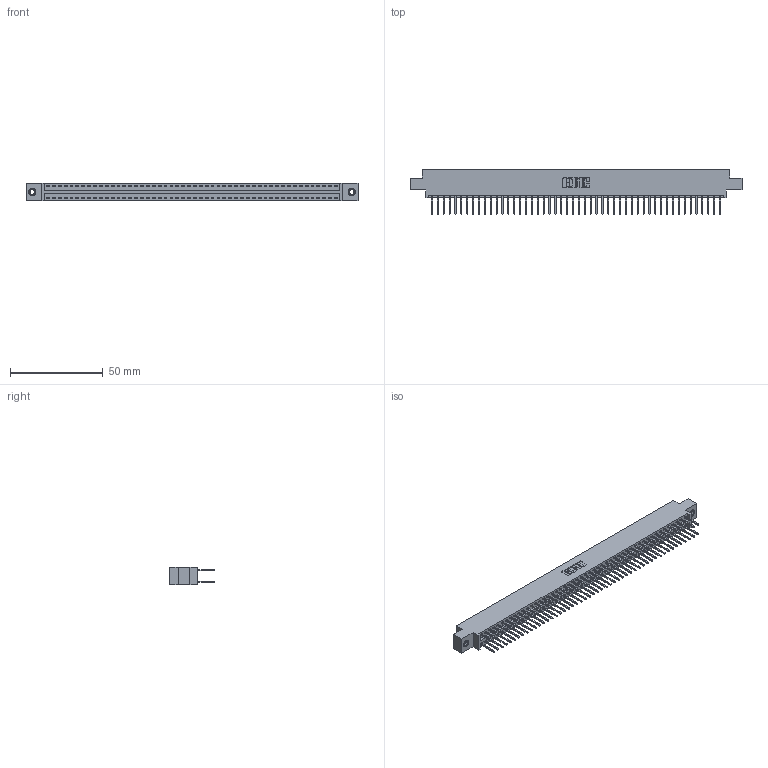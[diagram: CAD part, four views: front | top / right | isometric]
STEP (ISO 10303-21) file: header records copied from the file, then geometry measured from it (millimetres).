
FILE_DESCRIPTION (( 'STEP AP203' ), '1' );
FILE_NAME ('346-100-526-807.STEP', '2022-05-26T20:28:02', ( '' ), ( '' ), 'SwSTEP 2.0', 'SolidWorks 2020', '' );
FILE_SCHEMA (( 'CONFIG_CONTROL_DESIGN' ));
Length unit declared in the file: inch
Products named in the file (4): 346-100-526-807; 345-292-001_345-293-126; 345-250-001_345-250-005-103; 346 Part_0.170 Offset - 0.156 Dia-TI
Assembly tree (103 placements, depth 2):
  346-100-526-807
    346 Part_0.170 Offset - 0.156 Dia-TI
    345-292-001_345-293-126  x100
    345-250-001_345-250-005-103  x2
Bounding box: 179.32 x 24.13 x 9.4 mm (x, y, z)
Volume: 17544.3 mm3; surface area: 25188.9 mm2
Topology: 103 solids, 103 shells, 5386 faces, 15977 edges, 10510 vertices
Faces by surface type: plane 3612, cylinder 1758, cone 12, torus 4
Entity records: 32890 total; most frequent: CARTESIAN_POINT 5395, ORIENTED_EDGE 5322, DIRECTION 4831, EDGE_CURVE 2661, LINE 2309, VECTOR 2309, VERTEX_POINT 1768, AXIS2_PLACEMENT_3D 1261
